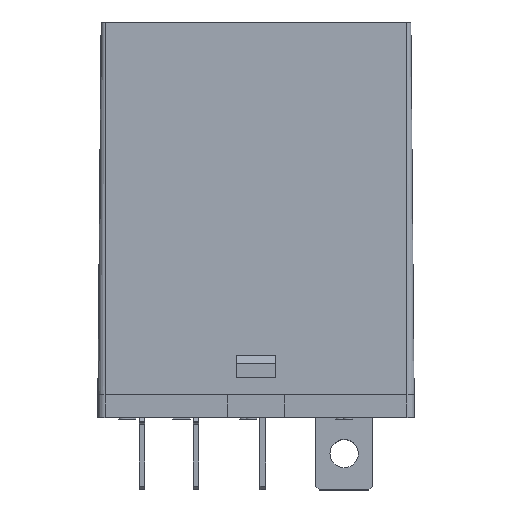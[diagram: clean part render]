
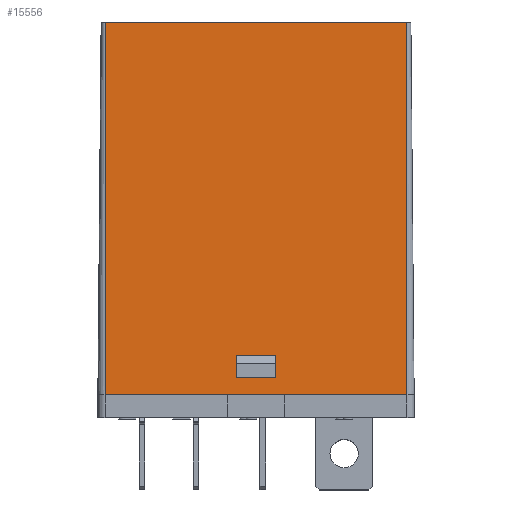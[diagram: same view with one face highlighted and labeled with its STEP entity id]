
A CAD part, top view. The second image highlights one B-rep face of the part: STEP entity #15556.
In plain terms, the highlighted planar face has unit normal (0, 0.009, 1).
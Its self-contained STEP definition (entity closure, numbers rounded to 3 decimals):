
#497 = CARTESIAN_POINT ( 'NONE',  ( -13.35, 35., 10.362 ) ) ;
#580 = VECTOR ( 'NONE', #15085, 1000. ) ;
#652 = VERTEX_POINT ( 'NONE', #9980 ) ;
#785 = DIRECTION ( 'NONE',  ( -1., 0., 0. ) ) ;
#855 = EDGE_CURVE ( 'NONE', #11395, #4825, #7092, .T. ) ;
#1193 = EDGE_CURVE ( 'NONE', #3062, #8904, #4185, .T. ) ;
#1211 = DIRECTION ( 'NONE',  ( 0., 0.009, 1. ) ) ;
#1414 = ORIENTED_EDGE ( 'NONE', *, *, #5083, .T. ) ;
#1975 = CARTESIAN_POINT ( 'NONE',  ( 13.35, 2., 10.65 ) ) ;
#2037 = EDGE_LOOP ( 'NONE', ( #1414, #10968, #3769, #4984 ) ) ;
#2041 = CARTESIAN_POINT ( 'NONE',  ( -1.75, 5.5, 10.619 ) ) ;
#2463 = CARTESIAN_POINT ( 'NONE',  ( -1.75, 2., 10.65 ) ) ;
#2738 = FACE_BOUND ( 'NONE', #12196, .T. ) ;
#2954 = VERTEX_POINT ( 'NONE', #5367 ) ;
#3062 = VERTEX_POINT ( 'NONE', #2041 ) ;
#3393 = DIRECTION ( 'NONE',  ( 0., -1., 0.009 ) ) ;
#3513 = VECTOR ( 'NONE', #785, 1000. ) ;
#3586 = ORIENTED_EDGE ( 'NONE', *, *, #14033, .T. ) ;
#3769 = ORIENTED_EDGE ( 'NONE', *, *, #9758, .F. ) ;
#4185 = LINE ( 'NONE', #15644, #580 ) ;
#4714 = VERTEX_POINT ( 'NONE', #13740 ) ;
#4825 = VERTEX_POINT ( 'NONE', #1975 ) ;
#4880 = CARTESIAN_POINT ( 'NONE',  ( -13.35, 2., 10.65 ) ) ;
#4984 = ORIENTED_EDGE ( 'NONE', *, *, #6885, .T. ) ;
#5083 = EDGE_CURVE ( 'NONE', #14401, #4825, #15387, .T. ) ;
#5324 = LINE ( 'NONE', #2463, #11713 ) ;
#5367 = CARTESIAN_POINT ( 'NONE',  ( -13.35, 35., 10.362 ) ) ;
#5373 = CARTESIAN_POINT ( 'NONE',  ( -13.35, 2., 10.65 ) ) ;
#5670 = AXIS2_PLACEMENT_3D ( 'NONE', #8320, #1211, #9546 ) ;
#5717 = LINE ( 'NONE', #5729, #8520 ) ;
#5729 = CARTESIAN_POINT ( 'NONE',  ( 1.75, 2., 10.65 ) ) ;
#5814 = FACE_OUTER_BOUND ( 'NONE', #2037, .T. ) ;
#5878 = CARTESIAN_POINT ( 'NONE',  ( -13.35, 2., 10.65 ) ) ;
#6738 = LINE ( 'NONE', #5878, #9604 ) ;
#6784 = CARTESIAN_POINT ( 'NONE',  ( 13.35, 35., 10.362 ) ) ;
#6885 = EDGE_CURVE ( 'NONE', #2954, #14401, #6738, .T. ) ;
#6907 = EDGE_CURVE ( 'NONE', #4714, #3062, #5324, .T. ) ;
#7092 = LINE ( 'NONE', #12586, #13211 ) ;
#8280 = DIRECTION ( 'NONE',  ( 0., -1., 0.009 ) ) ;
#8320 = CARTESIAN_POINT ( 'NONE',  ( -13.35, 2., 10.65 ) ) ;
#8345 = LINE ( 'NONE', #497, #14858 ) ;
#8475 = ORIENTED_EDGE ( 'NONE', *, *, #1193, .T. ) ;
#8499 = VECTOR ( 'NONE', #12073, 1000. ) ;
#8520 = VECTOR ( 'NONE', #3393, 1000. ) ;
#8904 = VERTEX_POINT ( 'NONE', #11765 ) ;
#9136 = CARTESIAN_POINT ( 'NONE',  ( -13.35, 3.5, 10.637 ) ) ;
#9546 = DIRECTION ( 'NONE',  ( 0., -1., 0.009 ) ) ;
#9604 = VECTOR ( 'NONE', #8280, 1000. ) ;
#9758 = EDGE_CURVE ( 'NONE', #2954, #11395, #8345, .T. ) ;
#9975 = DIRECTION ( 'NONE',  ( 1., 0., 0. ) ) ;
#9980 = CARTESIAN_POINT ( 'NONE',  ( 1.75, 3.5, 10.637 ) ) ;
#10717 = PLANE ( 'NONE',  #5670 ) ;
#10784 = DIRECTION ( 'NONE',  ( 0., 1., -0.009 ) ) ;
#10900 = EDGE_CURVE ( 'NONE', #8904, #652, #5717, .T. ) ;
#10968 = ORIENTED_EDGE ( 'NONE', *, *, #855, .F. ) ;
#11395 = VERTEX_POINT ( 'NONE', #6784 ) ;
#11713 = VECTOR ( 'NONE', #10784, 1000. ) ;
#11765 = CARTESIAN_POINT ( 'NONE',  ( 1.75, 5.5, 10.619 ) ) ;
#11809 = DIRECTION ( 'NONE',  ( 0., -1., 0.009 ) ) ;
#12073 = DIRECTION ( 'NONE',  ( 1., 0., 0. ) ) ;
#12196 = EDGE_LOOP ( 'NONE', ( #3586, #14744, #8475, #12937 ) ) ;
#12586 = CARTESIAN_POINT ( 'NONE',  ( 13.35, 2., 10.65 ) ) ;
#12937 = ORIENTED_EDGE ( 'NONE', *, *, #10900, .T. ) ;
#13068 = LINE ( 'NONE', #9136, #3513 ) ;
#13211 = VECTOR ( 'NONE', #11809, 1000. ) ;
#13740 = CARTESIAN_POINT ( 'NONE',  ( -1.75, 3.5, 10.637 ) ) ;
#14033 = EDGE_CURVE ( 'NONE', #652, #4714, #13068, .T. ) ;
#14401 = VERTEX_POINT ( 'NONE', #5373 ) ;
#14744 = ORIENTED_EDGE ( 'NONE', *, *, #6907, .T. ) ;
#14858 = VECTOR ( 'NONE', #9975, 1000. ) ;
#15085 = DIRECTION ( 'NONE',  ( 1., 0., 0. ) ) ;
#15387 = LINE ( 'NONE', #4880, #8499 ) ;
#15556 = ADVANCED_FACE ( 'NONE', ( #2738, #5814 ), #10717, .T. ) ;
#15644 = CARTESIAN_POINT ( 'NONE',  ( -13.35, 5.5, 10.619 ) ) ;
